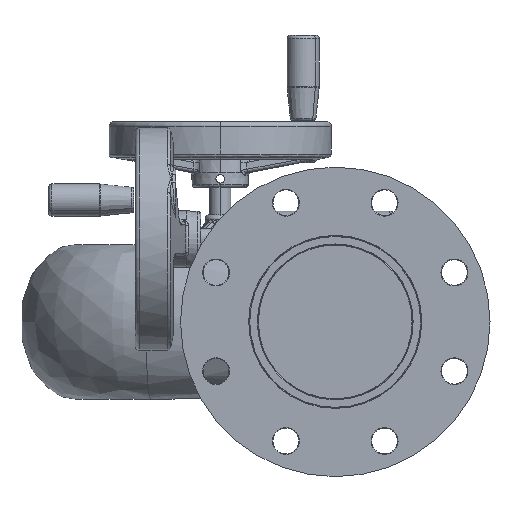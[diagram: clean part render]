
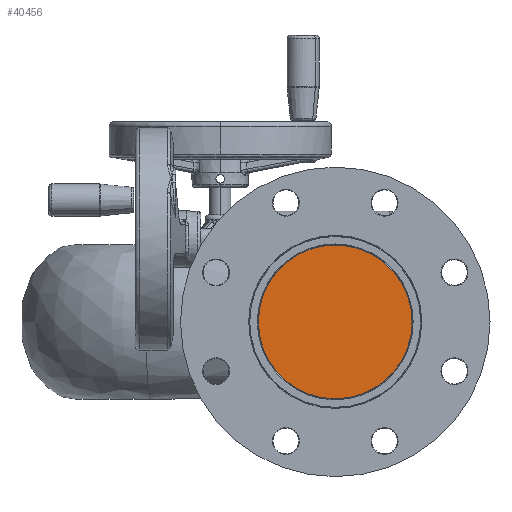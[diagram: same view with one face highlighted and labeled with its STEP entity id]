
A CAD part, front view. The second image highlights one B-rep face of the part: STEP entity #40456.
In plain terms, the highlighted face is planar.
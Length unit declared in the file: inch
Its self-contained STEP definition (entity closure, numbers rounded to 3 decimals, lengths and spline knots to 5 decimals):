
#4460 = CARTESIAN_POINT ( 'NONE',  ( 0., 0., 0.08909 ) ) ;
#4472 = DIRECTION ( 'NONE',  ( 0., 0., 1. ) ) ;
#4473 = DIRECTION ( 'NONE',  ( 1., 0., 0. ) ) ;
#9890 = EDGE_CURVE ( 'NONE', #52633, #52634, #30933, .T. ) ;
#10231 = EDGE_CURVE ( 'NONE', #52634, #52633, #31092, .T. ) ;
#13302 = CARTESIAN_POINT ( 'NONE',  ( -4.56234, 0., 0.08909 ) ) ;
#13395 = PLANE ( 'NONE',  #53854 ) ;
#13397 = DIRECTION ( 'NONE',  ( 0., 0., -1. ) ) ;
#13399 = DIRECTION ( 'NONE',  ( -1., 0., 0. ) ) ;
#13997 = FACE_OUTER_BOUND ( 'NONE', #28429, .T. ) ;
#15614 = CARTESIAN_POINT ( 'NONE',  ( 2.2345, 0., 0.08909 ) ) ;
#15615 = CARTESIAN_POINT ( 'NONE',  ( -2.2345, 0., 0.08909 ) ) ;
#28264 = ORIENTED_EDGE ( 'NONE', *, *, #9890, .F. ) ;
#28265 = ORIENTED_EDGE ( 'NONE', *, *, #10231, .F. ) ;
#28429 = EDGE_LOOP ( 'NONE', ( #28264, #28265 ) ) ;
#30933 = CIRCLE ( 'NONE', #50512, 2.2345 ) ;
#31092 = CIRCLE ( 'NONE', #50563, 2.2345 ) ;
#33630 = CARTESIAN_POINT ( 'NONE',  ( 0., 0., 0.08909 ) ) ;
#33633 = DIRECTION ( 'NONE',  ( 0., 0., 1. ) ) ;
#33635 = DIRECTION ( 'NONE',  ( 1., 0., 0. ) ) ;
#40456 = ADVANCED_FACE ( 'NONE', ( #13997 ), #13395, .T. ) ;
#50512 = AXIS2_PLACEMENT_3D ( 'NONE', #33630, #33633, #33635 ) ;
#50563 = AXIS2_PLACEMENT_3D ( 'NONE', #4460, #4472, #4473 ) ;
#52633 = VERTEX_POINT ( 'NONE', #15614 ) ;
#52634 = VERTEX_POINT ( 'NONE', #15615 ) ;
#53854 = AXIS2_PLACEMENT_3D ( 'NONE', #13302, #13397, #13399 ) ;
